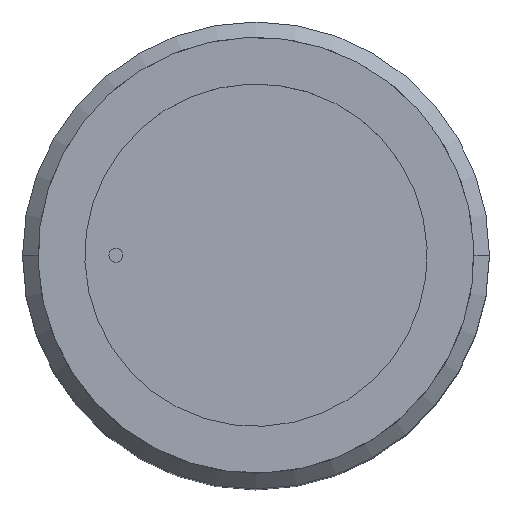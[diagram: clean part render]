
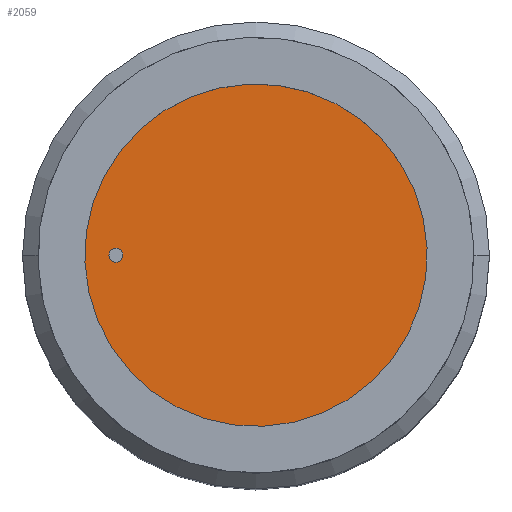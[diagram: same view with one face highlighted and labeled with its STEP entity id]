
A CAD part, top view. The second image highlights one B-rep face of the part: STEP entity #2059.
In plain terms, the highlighted planar face has unit normal (0, 0, 1).
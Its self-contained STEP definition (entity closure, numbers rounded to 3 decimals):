
#306 = AXIS2_PLACEMENT_3D ( 'NONE', #2183, #2198, #2196 ) ;
#517 = AXIS2_PLACEMENT_3D ( 'NONE', #2752, #2849, #2962 ) ;
#522 = AXIS2_PLACEMENT_3D ( 'NONE', #2386, #2304, #2299 ) ;
#525 = AXIS2_PLACEMENT_3D ( 'NONE', #2220, #2280, #2223 ) ;
#530 = AXIS2_PLACEMENT_3D ( 'NONE', #2334, #2344, #2240 ) ;
#682 = EDGE_CURVE ( 'NONE', #2999, #1503, #1306, .T. ) ;
#683 = EDGE_CURVE ( 'NONE', #1323, #3019, #1264, .T. ) ;
#690 = EDGE_CURVE ( 'NONE', #1503, #2999, #1273, .T. ) ;
#698 = EDGE_CURVE ( 'NONE', #3019, #1323, #1310, .T. ) ;
#1108 = FACE_BOUND ( 'NONE', #1352, .T. ) ;
#1110 = FACE_OUTER_BOUND ( 'NONE', #1465, .T. ) ;
#1264 = CIRCLE ( 'NONE', #525, 0.45 ) ;
#1273 = CIRCLE ( 'NONE', #522, 13.5 ) ;
#1306 = CIRCLE ( 'NONE', #530, 13.5 ) ;
#1310 = CIRCLE ( 'NONE', #517, 0.45 ) ;
#1323 = VERTEX_POINT ( 'NONE', #2762 ) ;
#1352 = EDGE_LOOP ( 'NONE', ( #1767, #1535 ) ) ;
#1459 = ORIENTED_EDGE ( 'NONE', *, *, #690, .T. ) ;
#1465 = EDGE_LOOP ( 'NONE', ( #1866, #1459 ) ) ;
#1503 = VERTEX_POINT ( 'NONE', #2631 ) ;
#1535 = ORIENTED_EDGE ( 'NONE', *, *, #698, .F. ) ;
#1767 = ORIENTED_EDGE ( 'NONE', *, *, #683, .F. ) ;
#1866 = ORIENTED_EDGE ( 'NONE', *, *, #682, .T. ) ;
#2059 = ADVANCED_FACE ( 'NONE', ( #1108, #1110 ), #2190, .T. ) ;
#2183 = CARTESIAN_POINT ( 'NONE',  ( 0., 0., 49. ) ) ;
#2190 = PLANE ( 'NONE',  #306 ) ;
#2196 = DIRECTION ( 'NONE',  ( 1., 0., 0. ) ) ;
#2198 = DIRECTION ( 'NONE',  ( 0., 0., 1. ) ) ;
#2220 = CARTESIAN_POINT ( 'NONE',  ( -9., 0., 49. ) ) ;
#2223 = DIRECTION ( 'NONE',  ( 1., 0., 0. ) ) ;
#2240 = DIRECTION ( 'NONE',  ( 1., 0., 0. ) ) ;
#2275 = CARTESIAN_POINT ( 'NONE',  ( -13.5, 0., 49. ) ) ;
#2280 = DIRECTION ( 'NONE',  ( 0., 0., 1. ) ) ;
#2299 = DIRECTION ( 'NONE',  ( 1., 0., 0. ) ) ;
#2304 = DIRECTION ( 'NONE',  ( 0., 0., 1. ) ) ;
#2334 = CARTESIAN_POINT ( 'NONE',  ( 0., 0., 49. ) ) ;
#2344 = DIRECTION ( 'NONE',  ( 0., 0., 1. ) ) ;
#2386 = CARTESIAN_POINT ( 'NONE',  ( 0., 0., 49. ) ) ;
#2400 = CARTESIAN_POINT ( 'NONE',  ( -9.45, 0., 49. ) ) ;
#2631 = CARTESIAN_POINT ( 'NONE',  ( 13.5, 0., 49. ) ) ;
#2752 = CARTESIAN_POINT ( 'NONE',  ( -9., 0., 49. ) ) ;
#2762 = CARTESIAN_POINT ( 'NONE',  ( -8.55, 0., 49. ) ) ;
#2849 = DIRECTION ( 'NONE',  ( 0., 0., 1. ) ) ;
#2962 = DIRECTION ( 'NONE',  ( 1., 0., 0. ) ) ;
#2999 = VERTEX_POINT ( 'NONE', #2275 ) ;
#3019 = VERTEX_POINT ( 'NONE', #2400 ) ;
